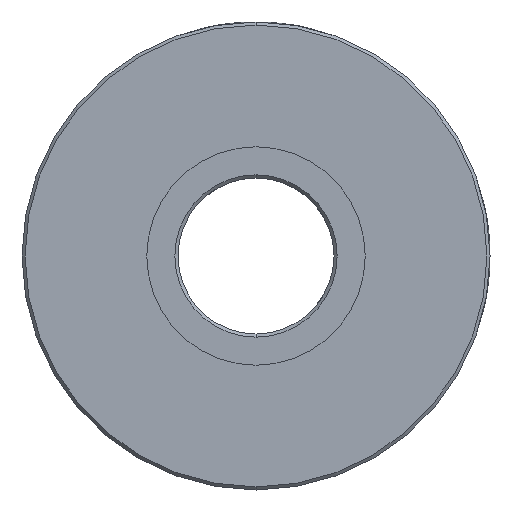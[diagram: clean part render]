
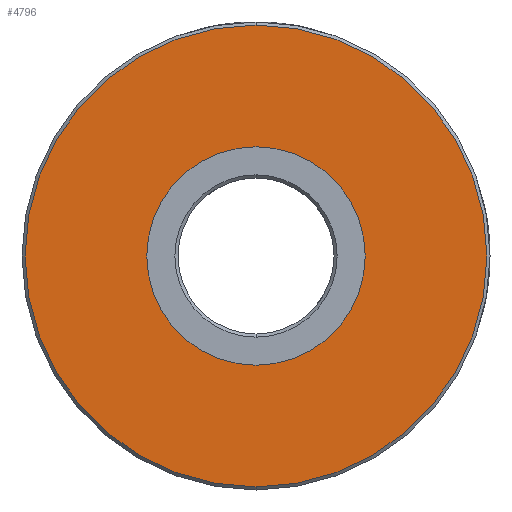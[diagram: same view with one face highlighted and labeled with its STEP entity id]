
A CAD part, front view. The second image highlights one B-rep face of the part: STEP entity #4796.
In plain terms, the highlighted planar face has unit normal (0, -1, 0).
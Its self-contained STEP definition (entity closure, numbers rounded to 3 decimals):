
#83 = ORIENTED_EDGE ( 'NONE', *, *, #1285, .T. ) ;
#198 = CIRCLE ( 'NONE', #2466, 3.5 ) ;
#562 = VERTEX_POINT ( 'NONE', #2680 ) ;
#984 = DIRECTION ( 'NONE',  ( 0., -1., 0. ) ) ;
#1183 = VERTEX_POINT ( 'NONE', #6413 ) ;
#1285 = EDGE_CURVE ( 'NONE', #1417, #562, #2373, .T. ) ;
#1369 = DIRECTION ( 'NONE',  ( 0., -1., 0. ) ) ;
#1381 = AXIS2_PLACEMENT_3D ( 'NONE', #2421, #1369, #6392 ) ;
#1417 = VERTEX_POINT ( 'NONE', #1669 ) ;
#1669 = CARTESIAN_POINT ( 'NONE',  ( 0., 0., 7.4 ) ) ;
#1672 = DIRECTION ( 'NONE',  ( 0., -1., 0. ) ) ;
#1945 = EDGE_CURVE ( 'NONE', #562, #1417, #2069, .T. ) ;
#2069 = CIRCLE ( 'NONE', #4206, 7.4 ) ;
#2164 = ORIENTED_EDGE ( 'NONE', *, *, #1945, .T. ) ;
#2196 = PLANE ( 'NONE',  #4408 ) ;
#2373 = CIRCLE ( 'NONE', #6137, 7.4 ) ;
#2376 = CARTESIAN_POINT ( 'NONE',  ( 0., 0., 0. ) ) ;
#2421 = CARTESIAN_POINT ( 'NONE',  ( 0., 0., 0. ) ) ;
#2466 = AXIS2_PLACEMENT_3D ( 'NONE', #3174, #5741, #3610 ) ;
#2481 = ORIENTED_EDGE ( 'NONE', *, *, #4324, .F. ) ;
#2558 = DIRECTION ( 'NONE',  ( 0., 0., -1. ) ) ;
#2634 = VERTEX_POINT ( 'NONE', #6384 ) ;
#2680 = CARTESIAN_POINT ( 'NONE',  ( 0., 0., -7.4 ) ) ;
#3174 = CARTESIAN_POINT ( 'NONE',  ( 0., 0., 0. ) ) ;
#3391 = DIRECTION ( 'NONE',  ( 0., 0., -1. ) ) ;
#3610 = DIRECTION ( 'NONE',  ( 0., 0., -1. ) ) ;
#3727 = DIRECTION ( 'NONE',  ( 0., 0., -1. ) ) ;
#3807 = EDGE_LOOP ( 'NONE', ( #83, #2164 ) ) ;
#3837 = FACE_BOUND ( 'NONE', #5543, .T. ) ;
#4206 = AXIS2_PLACEMENT_3D ( 'NONE', #5891, #4772, #3391 ) ;
#4324 = EDGE_CURVE ( 'NONE', #1183, #2634, #198, .T. ) ;
#4408 = AXIS2_PLACEMENT_3D ( 'NONE', #5903, #1672, #3727 ) ;
#4772 = DIRECTION ( 'NONE',  ( 0., -1., 0. ) ) ;
#4796 = ADVANCED_FACE ( 'NONE', ( #5865, #3837 ), #2196, .T. ) ;
#4900 = ORIENTED_EDGE ( 'NONE', *, *, #5241, .F. ) ;
#5241 = EDGE_CURVE ( 'NONE', #2634, #1183, #6324, .T. ) ;
#5543 = EDGE_LOOP ( 'NONE', ( #4900, #2481 ) ) ;
#5741 = DIRECTION ( 'NONE',  ( 0., -1., 0. ) ) ;
#5865 = FACE_OUTER_BOUND ( 'NONE', #3807, .T. ) ;
#5891 = CARTESIAN_POINT ( 'NONE',  ( 0., 0., 0. ) ) ;
#5903 = CARTESIAN_POINT ( 'NONE',  ( 0., 0., 0. ) ) ;
#6137 = AXIS2_PLACEMENT_3D ( 'NONE', #2376, #984, #2558 ) ;
#6324 = CIRCLE ( 'NONE', #1381, 3.5 ) ;
#6384 = CARTESIAN_POINT ( 'NONE',  ( 0., 0., -3.5 ) ) ;
#6392 = DIRECTION ( 'NONE',  ( 0., 0., -1. ) ) ;
#6413 = CARTESIAN_POINT ( 'NONE',  ( 0., 0., 3.5 ) ) ;
